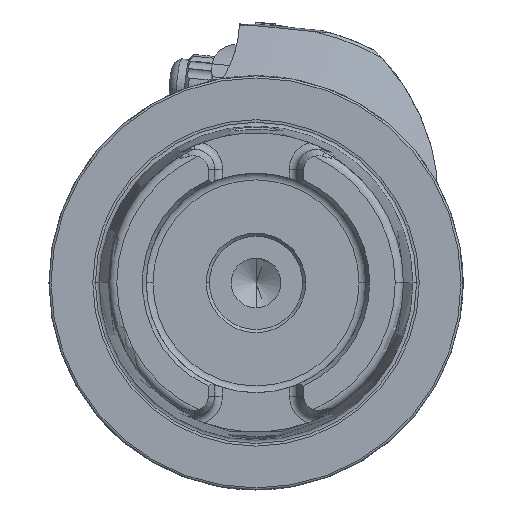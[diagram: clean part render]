
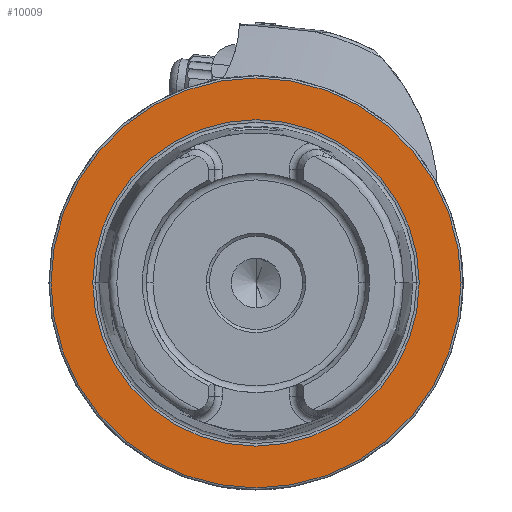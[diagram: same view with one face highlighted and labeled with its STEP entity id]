
A CAD part, left-side view. The second image highlights one B-rep face of the part: STEP entity #10009.
In plain terms, the highlighted planar face has unit normal (-1, 0, 0).
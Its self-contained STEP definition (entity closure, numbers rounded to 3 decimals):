
#129 = AXIS2_PLACEMENT_3D ( 'NONE', #7159, #7162, #7155 ) ;
#760 = AXIS2_PLACEMENT_3D ( 'NONE', #15849, #15848, #15847 ) ;
#763 = AXIS2_PLACEMENT_3D ( 'NONE', #15838, #15837, #15836 ) ;
#1477 = CARTESIAN_POINT ( 'NONE',  ( 0., -49.5, 0. ) ) ;
#1492 = CARTESIAN_POINT ( 'NONE',  ( 0., -39.405, 0. ) ) ;
#1699 = CARTESIAN_POINT ( 'NONE',  ( 0., 49.5, 0. ) ) ;
#1705 = CARTESIAN_POINT ( 'NONE',  ( 0., 39.405, 0. ) ) ;
#2918 = ORIENTED_EDGE ( 'NONE', *, *, #9708, .T. ) ;
#2921 = ORIENTED_EDGE ( 'NONE', *, *, #4266, .F. ) ;
#2922 = ORIENTED_EDGE ( 'NONE', *, *, #9712, .F. ) ;
#2924 = ORIENTED_EDGE ( 'NONE', *, *, #4268, .T. ) ;
#3059 = EDGE_LOOP ( 'NONE', ( #2921, #2922 ) ) ;
#3312 = DIRECTION ( 'NONE',  ( 0., -1., 0. ) ) ;
#3313 = DIRECTION ( 'NONE',  ( -1., 0., 0. ) ) ;
#3315 = CARTESIAN_POINT ( 'NONE',  ( 0., 0., 0. ) ) ;
#3319 = DIRECTION ( 'NONE',  ( 0., -1., 0. ) ) ;
#3320 = DIRECTION ( 'NONE',  ( -1., 0., 0. ) ) ;
#3321 = CARTESIAN_POINT ( 'NONE',  ( 0., 0., 0. ) ) ;
#4266 = EDGE_CURVE ( 'NONE', #8935, #8933, #8194, .T. ) ;
#4268 = EDGE_CURVE ( 'NONE', #8924, #8922, #8195, .T. ) ;
#6673 = AXIS2_PLACEMENT_3D ( 'NONE', #3321, #3320, #3319 ) ;
#6674 = AXIS2_PLACEMENT_3D ( 'NONE', #3315, #3313, #3312 ) ;
#6946 = FACE_BOUND ( 'NONE', #3059, .T. ) ;
#6948 = FACE_OUTER_BOUND ( 'NONE', #15947, .T. ) ;
#7155 = DIRECTION ( 'NONE',  ( 0., 1., 0. ) ) ;
#7157 = PLANE ( 'NONE',  #129 ) ;
#7159 = CARTESIAN_POINT ( 'NONE',  ( 0., 49.5, 0. ) ) ;
#7162 = DIRECTION ( 'NONE',  ( 1., 0., 0. ) ) ;
#8194 = CIRCLE ( 'NONE', #6673, 39.405 ) ;
#8195 = CIRCLE ( 'NONE', #6674, 49.5 ) ;
#8922 = VERTEX_POINT ( 'NONE', #1477 ) ;
#8924 = VERTEX_POINT ( 'NONE', #1699 ) ;
#8933 = VERTEX_POINT ( 'NONE', #1705 ) ;
#8935 = VERTEX_POINT ( 'NONE', #1492 ) ;
#9708 = EDGE_CURVE ( 'NONE', #8922, #8924, #11248, .T. ) ;
#9712 = EDGE_CURVE ( 'NONE', #8933, #8935, #11251, .T. ) ;
#10009 = ADVANCED_FACE ( 'NONE', ( #6946, #6948 ), #7157, .F. ) ;
#11248 = CIRCLE ( 'NONE', #760, 49.5 ) ;
#11251 = CIRCLE ( 'NONE', #763, 39.405 ) ;
#15836 = DIRECTION ( 'NONE',  ( 0., -1., 0. ) ) ;
#15837 = DIRECTION ( 'NONE',  ( -1., 0., 0. ) ) ;
#15838 = CARTESIAN_POINT ( 'NONE',  ( 0., 0., 0. ) ) ;
#15847 = DIRECTION ( 'NONE',  ( 0., -1., 0. ) ) ;
#15848 = DIRECTION ( 'NONE',  ( -1., 0., 0. ) ) ;
#15849 = CARTESIAN_POINT ( 'NONE',  ( 0., 0., 0. ) ) ;
#15947 = EDGE_LOOP ( 'NONE', ( #2918, #2924 ) ) ;
